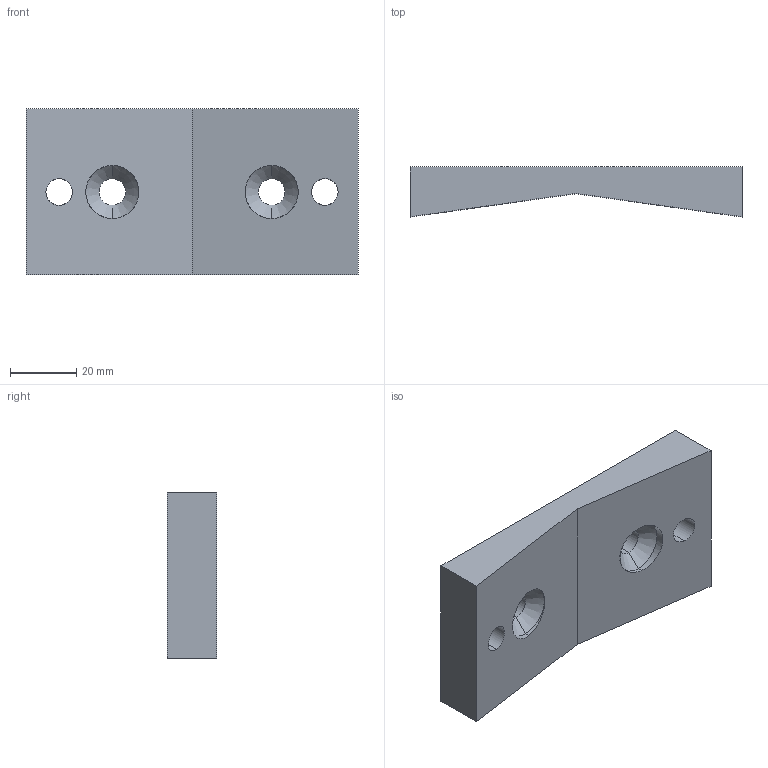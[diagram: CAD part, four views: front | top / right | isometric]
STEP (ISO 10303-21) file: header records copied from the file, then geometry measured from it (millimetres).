
FILE_DESCRIPTION (( 'STEP AP214' ), '1' );
FILE_NAME ('SupportCloture.STEP', '2020-05-25T13:17:58', ( '' ), ( '' ), 'SwSTEP 2.0', 'SolidWorks 2018', '' );
FILE_SCHEMA (( 'AUTOMOTIVE_DESIGN' ));
Length unit declared in the file: millimetre
Products named in the file (1): SupportCloture
Bounding box: 100 x 15.03 x 50 mm (x, y, z)
Volume: 54104.6 mm3; surface area: 14696.8 mm2
Topology: 1 solids, 1 shells, 23 faces, 55 edges, 34 vertices
Faces by surface type: cylinder 12, plane 7, cone 4
Entity records: 711 total; most frequent: CARTESIAN_POINT 137, DIRECTION 111, ORIENTED_EDGE 110, EDGE_CURVE 55, AXIS2_PLACEMENT_3D 40, VERTEX_POINT 34, EDGE_LOOP 31, LINE 31
